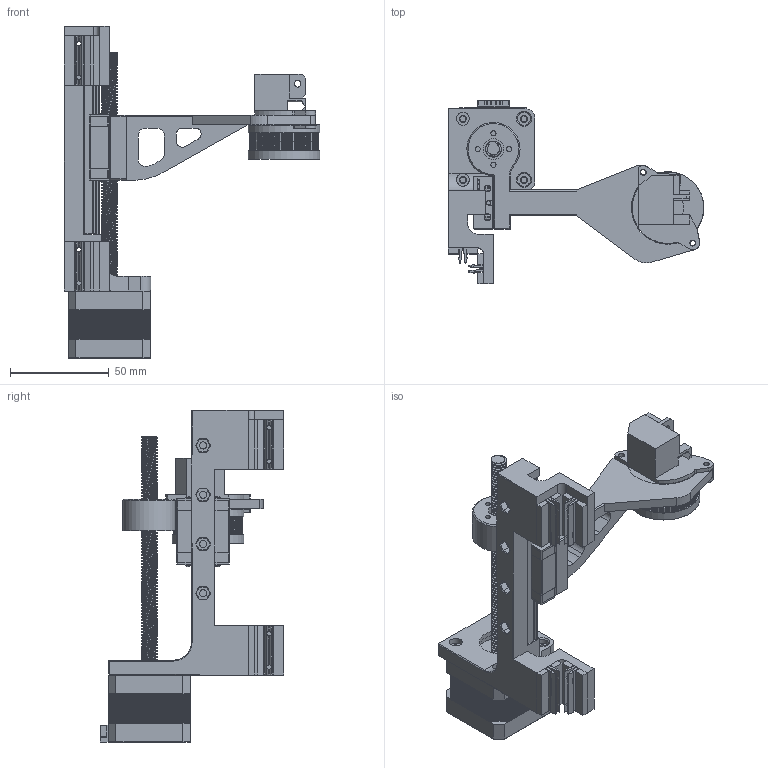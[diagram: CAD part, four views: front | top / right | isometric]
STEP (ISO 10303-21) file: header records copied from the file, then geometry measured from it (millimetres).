
FILE_DESCRIPTION(/* description */ (''),/* implementation_level */ '2;1');
FILE_NAME(/* name */ 'rc-tc-wiper.step',/* time_stamp */ '2021-07-27T21:06:07+03:00',/* author */ (''),/* organization */ (''),/* preprocessor_version */ 'ST-DEVELOPER v18.1',/* originating_system */ 'Autodesk Translation Framework v10.9.0.1377',/* authorisation */ '');
FILE_SCHEMA (('AUTOMOTIVE_DESIGN { 1 0 10303 214 3 1 1 }'));
Products named in the file (9): rc-tc-wiper; Motor_Bracket_v2 v1; rc_brush_rail; MGN12CZ0H_FILE_2 v1 v1; MGNR12R110HM_FILE_1 v1 v3; NEMA 17 100mm Intergrated Leadscrew v2 v1; Brush_Arm_v2 v1; RC-TC-Purge-Body; NEMA14_10t^sherpa_mini_a3_r9c
Assembly tree (11 placements, depth 3):
  rc-tc-wiper
    Motor_Bracket_v2 v1
      rc_brush_rail  x4
    MGN12CZ0H_FILE_2 v1 v1
      MGNR12R110HM_FILE_1 v1 v3
    NEMA 17 100mm Intergrated Leadscrew v2 v1
    Brush_Arm_v2 v1
    RC-TC-Purge-Body
    NEMA14_10t^sherpa_mini_a3_r9c
Bounding box: 129.79 x 93.26 x 168.5 mm (x, y, z)
Volume: 189232.5 mm3; surface area: 81691.2 mm2
Topology: 14 solids, 16 shells, 1984 faces, 5079 edges, 3202 vertices
Faces by surface type: plane 1431, cylinder 443, cone 88, bspline 22
Full cylindrical faces by diameter (mm): 0.242 x2, 0.298 x2, 2 x1, 2.3 x2, 2.4 x14, 2.5 x6, 2.6 x6, 3 x13, 3.3 x1, 3.5 x8, 3.6 x12, 4.5 x1, 5 x1, 6 x18, 6.061 x56, 6.5 x4, 7 x1, 7.925 x40, 9 x1, 10.5 x1, 16 x1, 20 x1, 22 x1, 22.5 x1, 24 x1, 35 x16, 36.5 x2
Entity records: 65365 total; most frequent: CARTESIAN_POINT 19557, ORIENTED_EDGE 9556, DIRECTION 8798, EDGE_CURVE 4778, LINE 3652, VECTOR 3652, VERTEX_POINT 3004, AXIS2_PLACEMENT_3D 2573
